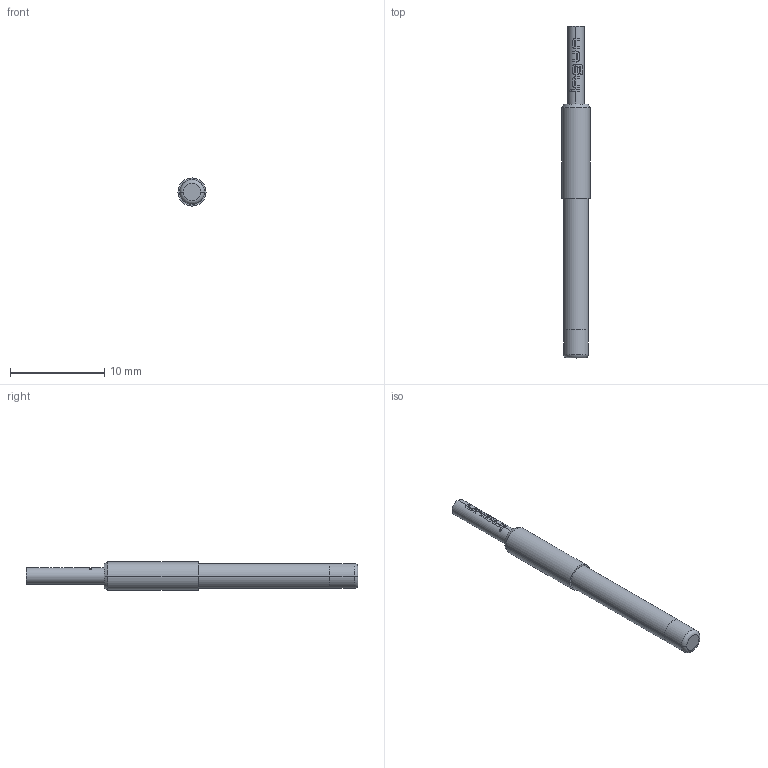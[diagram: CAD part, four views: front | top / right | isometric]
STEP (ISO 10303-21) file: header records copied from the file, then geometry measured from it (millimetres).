
FILE_DESCRIPTION (( 'STEP AP203' ), '1' );
FILE_NAME ('INGUN_GKS-113_302_180_A_xx10.STEP', '2020-09-09T12:24:01', ( '' ), ( '' ), 'SwSTEP 2.0', 'SolidWorks 2018', '' );
FILE_SCHEMA (( 'CONFIG_CONTROL_DESIGN' ));
Length unit declared in the file: millimetre
Products named in the file (1): INGUN_GKS-113_302_180_A_xx10
Bounding box: 3 x 35.3 x 3 mm (x, y, z)
Volume: 184.7 mm3; surface area: 293.9 mm2
Topology: 1 solids, 1 shells, 98 faces, 272 edges, 180 vertices
Faces by surface type: plane 40, bspline 27, cylinder 27, cone 2, torus 2
Entity records: 4516 total; most frequent: CARTESIAN_POINT 2429, ORIENTED_EDGE 544, EDGE_CURVE 272, B_SPLINE_CURVE_WITH_KNOTS 222, DIRECTION 216, VERTEX_POINT 180, EDGE_LOOP 102, ADVANCED_FACE 98
